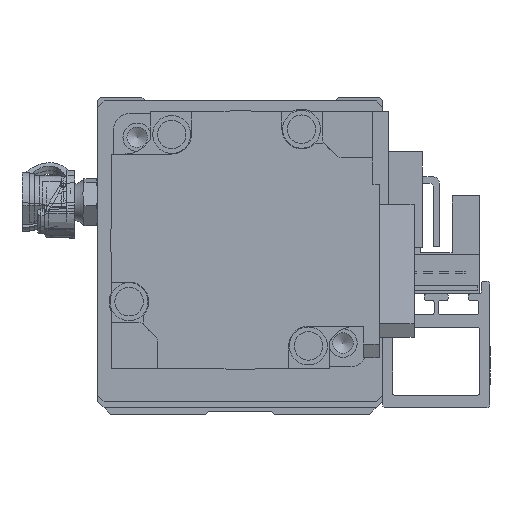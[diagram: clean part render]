
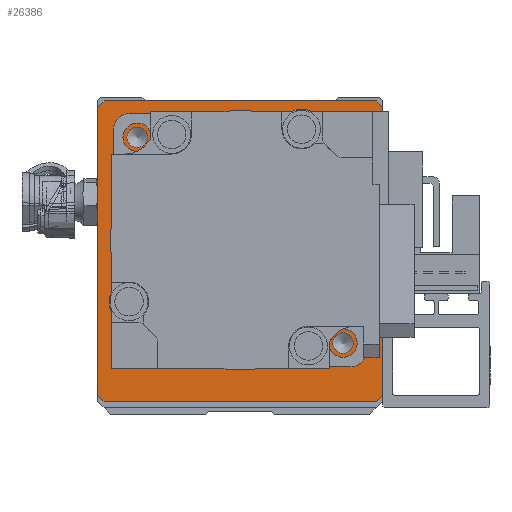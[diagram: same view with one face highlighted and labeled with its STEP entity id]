
A CAD part, front view. The second image highlights one B-rep face of the part: STEP entity #26386.
In plain terms, the highlighted planar face has unit normal (0, -1, 0).
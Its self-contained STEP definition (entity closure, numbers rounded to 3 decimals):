
#676=FACE_BOUND('',#4390,.T.);
#677=FACE_BOUND('',#4391,.T.);
#678=FACE_BOUND('',#4392,.T.);
#679=FACE_BOUND('',#4393,.T.);
#680=FACE_BOUND('',#4394,.T.);
#681=FACE_BOUND('',#4395,.T.);
#682=FACE_BOUND('',#4396,.T.);
#683=FACE_BOUND('',#4397,.T.);
#684=FACE_BOUND('',#4398,.T.);
#1319=PLANE('',#28616);
#2735=FACE_OUTER_BOUND('',#4389,.T.);
#4389=EDGE_LOOP('',(#19711,#19712,#19713,#19714,#19715,#19716,#19717,#19718));
#4390=EDGE_LOOP('',(#19719));
#4391=EDGE_LOOP('',(#19720));
#4392=EDGE_LOOP('',(#19721));
#4393=EDGE_LOOP('',(#19722));
#4394=EDGE_LOOP('',(#19723));
#4395=EDGE_LOOP('',(#19724));
#4396=EDGE_LOOP('',(#19725));
#4397=EDGE_LOOP('',(#19726));
#4398=EDGE_LOOP('',(#19727));
#6289=LINE('',#40975,#8427);
#6298=LINE('',#41028,#8436);
#6300=LINE('',#41032,#8438);
#6327=LINE('',#41132,#8465);
#6329=LINE('',#41135,#8467);
#6331=LINE('',#41139,#8469);
#6333=LINE('',#41143,#8471);
#6334=LINE('',#41145,#8472);
#8427=VECTOR('',#32670,10.);
#8436=VECTOR('',#32701,10.);
#8438=VECTOR('',#32705,10.);
#8465=VECTOR('',#32822,10.);
#8467=VECTOR('',#32826,10.);
#8469=VECTOR('',#32830,10.);
#8471=VECTOR('',#32834,10.);
#8472=VECTOR('',#32837,10.);
#10393=CIRCLE('',#28576,1.621);
#10395=CIRCLE('',#28580,1.621);
#10397=CIRCLE('',#28584,1.621);
#10399=CIRCLE('',#28588,1.621);
#10402=CIRCLE('',#28596,3.);
#10403=CIRCLE('',#28599,3.);
#10404=CIRCLE('',#28602,3.);
#10405=CIRCLE('',#28605,3.);
#10406=CIRCLE('',#28608,15.);
#12111=VERTEX_POINT('',#40972);
#12112=VERTEX_POINT('',#40974);
#12119=VERTEX_POINT('',#41026);
#12120=VERTEX_POINT('',#41030);
#12127=VERTEX_POINT('',#41053);
#12130=VERTEX_POINT('',#41062);
#12133=VERTEX_POINT('',#41071);
#12136=VERTEX_POINT('',#41080);
#12141=VERTEX_POINT('',#41098);
#12142=VERTEX_POINT('',#41104);
#12143=VERTEX_POINT('',#41110);
#12144=VERTEX_POINT('',#41116);
#12145=VERTEX_POINT('',#41122);
#12147=VERTEX_POINT('',#41129);
#12148=VERTEX_POINT('',#41131);
#12149=VERTEX_POINT('',#41137);
#12150=VERTEX_POINT('',#41141);
#14913=EDGE_CURVE('',#12111,#12112,#6289,.T.);
#14928=EDGE_CURVE('',#12119,#12111,#6298,.T.);
#14930=EDGE_CURVE('',#12120,#12119,#6300,.T.);
#14939=EDGE_CURVE('',#12127,#12127,#10393,.T.);
#14943=EDGE_CURVE('',#12130,#12130,#10395,.T.);
#14947=EDGE_CURVE('',#12133,#12133,#10397,.T.);
#14951=EDGE_CURVE('',#12136,#12136,#10399,.T.);
#14959=EDGE_CURVE('',#12141,#12141,#10402,.T.);
#14962=EDGE_CURVE('',#12142,#12142,#10403,.T.);
#14965=EDGE_CURVE('',#12143,#12143,#10404,.T.);
#14968=EDGE_CURVE('',#12144,#12144,#10405,.T.);
#14971=EDGE_CURVE('',#12145,#12145,#10406,.T.);
#14975=EDGE_CURVE('',#12147,#12148,#6327,.T.);
#14977=EDGE_CURVE('',#12112,#12147,#6329,.T.);
#14979=EDGE_CURVE('',#12149,#12120,#6331,.T.);
#14981=EDGE_CURVE('',#12150,#12149,#6333,.T.);
#14982=EDGE_CURVE('',#12148,#12150,#6334,.T.);
#19711=ORIENTED_EDGE('',*,*,#14982,.F.);
#19712=ORIENTED_EDGE('',*,*,#14975,.F.);
#19713=ORIENTED_EDGE('',*,*,#14977,.F.);
#19714=ORIENTED_EDGE('',*,*,#14913,.F.);
#19715=ORIENTED_EDGE('',*,*,#14928,.F.);
#19716=ORIENTED_EDGE('',*,*,#14930,.F.);
#19717=ORIENTED_EDGE('',*,*,#14979,.F.);
#19718=ORIENTED_EDGE('',*,*,#14981,.F.);
#19719=ORIENTED_EDGE('',*,*,#14939,.T.);
#19720=ORIENTED_EDGE('',*,*,#14943,.T.);
#19721=ORIENTED_EDGE('',*,*,#14947,.T.);
#19722=ORIENTED_EDGE('',*,*,#14951,.T.);
#19723=ORIENTED_EDGE('',*,*,#14959,.T.);
#19724=ORIENTED_EDGE('',*,*,#14962,.T.);
#19725=ORIENTED_EDGE('',*,*,#14965,.T.);
#19726=ORIENTED_EDGE('',*,*,#14968,.T.);
#19727=ORIENTED_EDGE('',*,*,#14971,.T.);
#26386=ADVANCED_FACE('',(#2735,#676,#677,#678,#679,#680,#681,#682,#683,
#684),#1319,.F.);
#28576=AXIS2_PLACEMENT_3D('',#41054,#32729,#32730);
#28580=AXIS2_PLACEMENT_3D('',#41063,#32739,#32740);
#28584=AXIS2_PLACEMENT_3D('',#41072,#32749,#32750);
#28588=AXIS2_PLACEMENT_3D('',#41081,#32759,#32760);
#28596=AXIS2_PLACEMENT_3D('',#41099,#32780,#32781);
#28599=AXIS2_PLACEMENT_3D('',#41105,#32788,#32789);
#28602=AXIS2_PLACEMENT_3D('',#41111,#32796,#32797);
#28605=AXIS2_PLACEMENT_3D('',#41117,#32804,#32805);
#28608=AXIS2_PLACEMENT_3D('',#41123,#32812,#32813);
#28616=AXIS2_PLACEMENT_3D('',#41146,#32838,#32839);
#32670=DIRECTION('',(-1.,0.,0.));
#32701=DIRECTION('',(-0.707,0.,-0.707));
#32705=DIRECTION('',(0.,0.,-1.));
#32729=DIRECTION('center_axis',(0.,1.,0.));
#32730=DIRECTION('ref_axis',(1.,0.,0.));
#32739=DIRECTION('center_axis',(0.,1.,0.));
#32740=DIRECTION('ref_axis',(1.,0.,0.));
#32749=DIRECTION('center_axis',(0.,1.,0.));
#32750=DIRECTION('ref_axis',(1.,0.,0.));
#32759=DIRECTION('center_axis',(0.,1.,0.));
#32760=DIRECTION('ref_axis',(1.,0.,0.));
#32780=DIRECTION('center_axis',(0.,1.,0.));
#32781=DIRECTION('ref_axis',(1.,0.,0.));
#32788=DIRECTION('center_axis',(0.,1.,0.));
#32789=DIRECTION('ref_axis',(1.,0.,0.));
#32796=DIRECTION('center_axis',(0.,1.,0.));
#32797=DIRECTION('ref_axis',(1.,0.,0.));
#32804=DIRECTION('center_axis',(0.,1.,0.));
#32805=DIRECTION('ref_axis',(1.,0.,0.));
#32812=DIRECTION('center_axis',(0.,1.,0.));
#32813=DIRECTION('ref_axis',(-1.,0.,0.));
#32822=DIRECTION('',(0.,0.,1.));
#32826=DIRECTION('',(-0.707,0.,0.707));
#32830=DIRECTION('',(0.707,0.,-0.707));
#32834=DIRECTION('',(1.,0.,0.));
#32837=DIRECTION('',(0.707,0.,0.707));
#32838=DIRECTION('center_axis',(0.,1.,0.));
#32839=DIRECTION('ref_axis',(0.,0.,1.));
#40972=CARTESIAN_POINT('',(44.,0.,0.));
#40974=CARTESIAN_POINT('',(1.,0.,0.));
#40975=CARTESIAN_POINT('',(44.,0.,0.));
#41026=CARTESIAN_POINT('',(45.,0.,1.));
#41028=CARTESIAN_POINT('',(45.,0.,1.));
#41030=CARTESIAN_POINT('',(45.,0.,46.5));
#41032=CARTESIAN_POINT('',(45.,0.,46.5));
#41053=CARTESIAN_POINT('',(37.142,0.,9.237));
#41054=CARTESIAN_POINT('Origin',(38.763,0.,9.237));
#41062=CARTESIAN_POINT('',(4.616,0.,41.763));
#41063=CARTESIAN_POINT('Origin',(6.237,0.,41.763));
#41071=CARTESIAN_POINT('',(37.142,0.,41.763));
#41072=CARTESIAN_POINT('Origin',(38.763,0.,41.763));
#41080=CARTESIAN_POINT('',(4.616,0.,9.237));
#41081=CARTESIAN_POINT('Origin',(6.237,0.,9.237));
#41098=CARTESIAN_POINT('',(36.5,0.,17.));
#41099=CARTESIAN_POINT('Origin',(39.5,0.,17.));
#41104=CARTESIAN_POINT('',(2.5,0.,34.));
#41105=CARTESIAN_POINT('Origin',(5.5,0.,34.));
#41110=CARTESIAN_POINT('',(36.5,0.,34.));
#41111=CARTESIAN_POINT('Origin',(39.5,0.,34.));
#41116=CARTESIAN_POINT('',(2.5,0.,17.));
#41117=CARTESIAN_POINT('Origin',(5.5,0.,17.));
#41122=CARTESIAN_POINT('',(37.5,0.,25.5));
#41123=CARTESIAN_POINT('Origin',(22.5,0.,25.5));
#41129=CARTESIAN_POINT('',(0.,0.,1.));
#41131=CARTESIAN_POINT('',(0.,0.,46.5));
#41132=CARTESIAN_POINT('',(0.,0.,1.));
#41135=CARTESIAN_POINT('',(1.,0.,0.));
#41137=CARTESIAN_POINT('',(44.,0.,47.5));
#41139=CARTESIAN_POINT('',(44.,0.,47.5));
#41141=CARTESIAN_POINT('',(1.,0.,47.5));
#41143=CARTESIAN_POINT('',(1.,0.,47.5));
#41145=CARTESIAN_POINT('',(0.,0.,46.5));
#41146=CARTESIAN_POINT('Origin',(22.5,0.,23.75));
